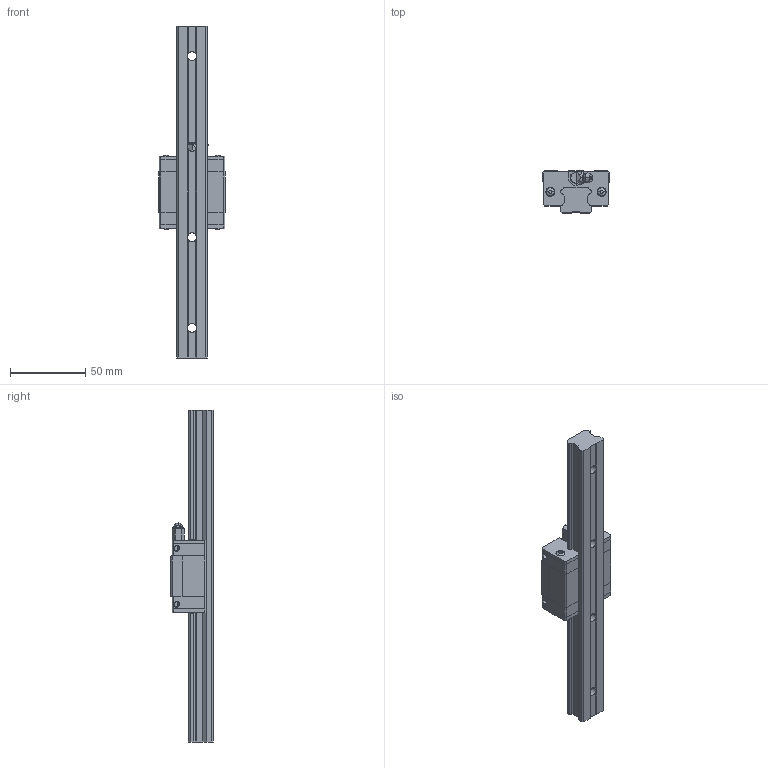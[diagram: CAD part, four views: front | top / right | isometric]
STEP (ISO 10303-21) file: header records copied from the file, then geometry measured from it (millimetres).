
FILE_DESCRIPTION (( 'STEP AP203' ), '1' );
FILE_NAME ('SBI 20 SV.STEP', '2015-01-06T02:54:34', ( 'star' ), ( '' ), 'SwSTEP 2.0', 'SolidWorks 2013', '' );
FILE_SCHEMA (( 'CONFIG_CONTROL_DESIGN' ));
Length unit declared in the file: millimetre
Products named in the file (7): DEFAULT_4; SBI 20 SV; DEFAULT_2; DEFAULT_5; DEFAULT_3; A2N; DEFAULT_1
Assembly tree (11 placements, depth 2):
  SBI 20 SV
    DEFAULT_1
    DEFAULT_2
    DEFAULT_3  x2
    DEFAULT_4  x2
    DEFAULT_5  x4
    A2N
Bounding box: 44 x 28 x 220 mm (x, y, z)
Volume: 98659.7 mm3; surface area: 35377.1 mm2
Topology: 11 solids, 11 shells, 446 faces, 1132 edges, 724 vertices
Faces by surface type: plane 264, cylinder 122, cone 29, bspline 23, torus 8
Entity records: 10122 total; most frequent: CARTESIAN_POINT 2018, ORIENTED_EDGE 1516, DIRECTION 1491, EDGE_CURVE 758, VECTOR 503, LINE 503, AXIS2_PLACEMENT_3D 494, VERTEX_POINT 488
